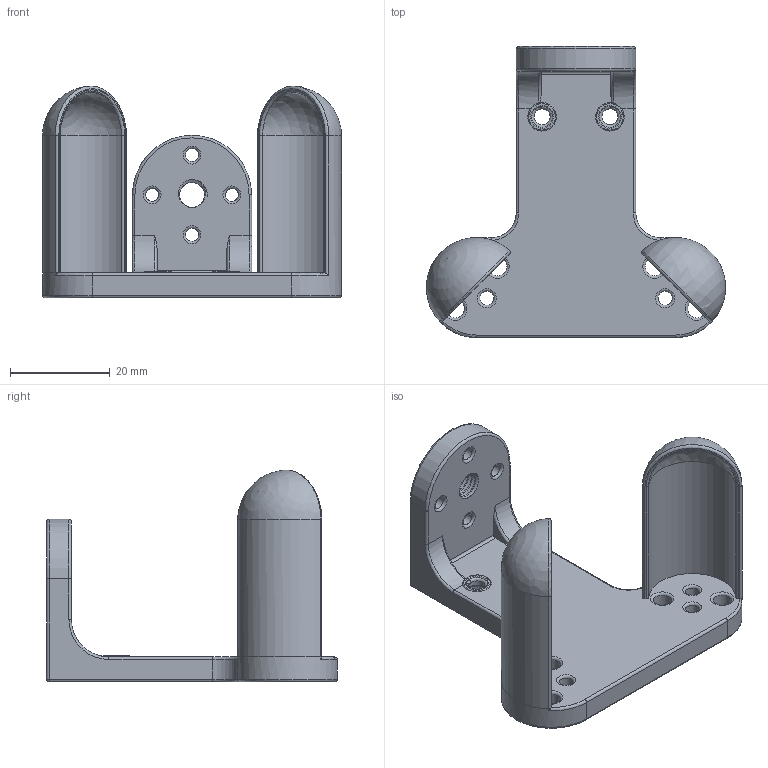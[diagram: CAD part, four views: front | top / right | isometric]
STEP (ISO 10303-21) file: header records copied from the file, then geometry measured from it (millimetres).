
FILE_DESCRIPTION(/* description */ (''),/* implementation_level */ '2;1');
FILE_NAME(/* name */ 'Dual_Igition_V2.step',/* time_stamp */ '2023-01-30T15:47:11-06:00',/* author */ (''),/* organization */ (''),/* preprocessor_version */ 'ST-DEVELOPER v19.2',/* originating_system */ 'Autodesk Translation Framework v11.17.0.187',/* authorisation */ '');
FILE_SCHEMA (('AUTOMOTIVE_DESIGN { 1 0 10303 214 3 1 1 }'));
Length unit declared in the file: millimetre
Products named in the file (1): Dual_Igition
Bounding box: 60 x 58.34 x 42.49 mm (x, y, z)
Volume: 14991.8 mm3; surface area: 11549.5 mm2
Topology: 1 solids, 1 shells, 166 faces, 430 edges, 270 vertices
Faces by surface type: cylinder 69, torus 60, plane 27, sphere 6, bspline 4
Full cylindrical faces by diameter (mm): 2.6 x4, 2.8 x4, 3.2 x2, 3.7 x4, 5.035 x3, 5.5 x4, 6.147 x1, 7.5 x2
Entity records: 6421 total; most frequent: CARTESIAN_POINT 2195, DIRECTION 944, ORIENTED_EDGE 856, EDGE_CURVE 428, AXIS2_PLACEMENT_3D 417, VERTEX_POINT 270, CIRCLE 254, EDGE_LOOP 202
